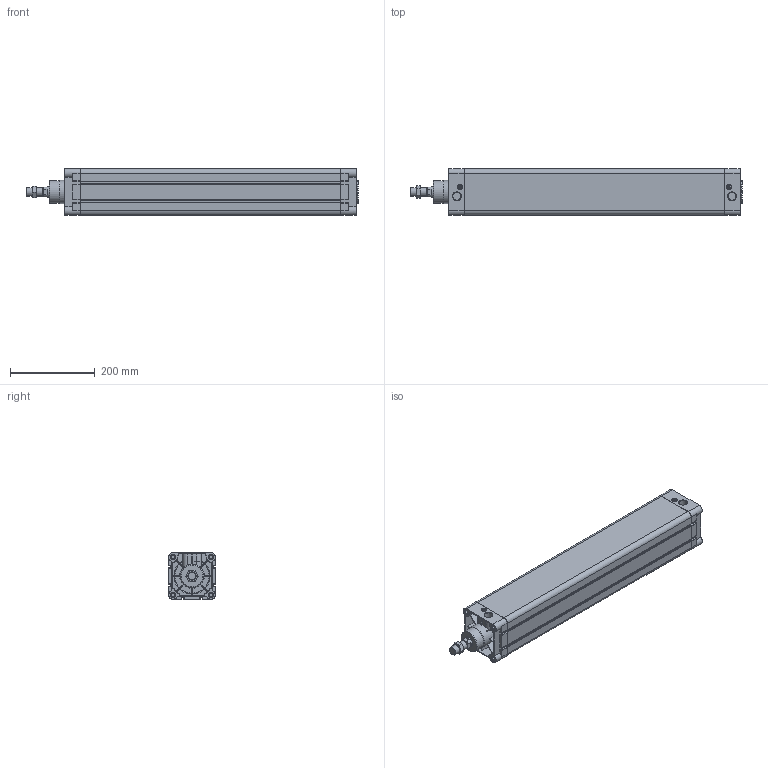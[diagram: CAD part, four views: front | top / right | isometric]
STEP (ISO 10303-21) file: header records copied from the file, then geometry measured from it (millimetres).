
FILE_DESCRIPTION(/* description */ ('STEP AP203'),/* implementation_level */ '2;1');
FILE_NAME(/* name */ 'FVBC100X550-0-S()(0)',/* time_stamp */ '2024-05-09T14:02:39+02:00',/* author */ ('License CC BY-ND 4.0'),/* organization */ ('CADENAS'),/* preprocessor_version */ 'ST-DEVELOPER v19.3',/* originating_system */ 'PARTsolutions',/* authorisation */ ' ');
FILE_SCHEMA (('CONFIG_CONTROL_DESIGN'));
Length unit declared in the file: millimetre
Products named in the file (3): FVBC100X550-0-S()(0); FVB100x550()_fvbc_body ; 100X550-0_rod
Assembly tree (2 placements, depth 2):
  FVBC100X550-0-S()(0)
    FVB100x550()_fvbc_body 
    100X550-0_rod
Bounding box: 783 x 110 x 110 mm (x, y, z)
Volume: 3629492.2 mm3; surface area: 716401.2 mm2
Topology: 2 solids, 8 shells, 698 faces, 1850 edges, 1203 vertices
Faces by surface type: plane 333, cylinder 236, torus 67, cone 62
Full cylindrical faces by diameter (mm): 4 x2, 6.4 x2, 8.376 x8, 8.4 x2, 10 x4, 10.8 x2, 12 x6, 13 x8, 18.631 x2, 20 x2, 25 x3, 36.667 x2, 53 x1, 55 x2, 100 x2
Entity records: 21543 total; most frequent: CARTESIAN_POINT 4419, DIRECTION 3574, ORIENTED_EDGE 3506, EDGE_CURVE 1753, AXIS2_PLACEMENT_3D 1352, VERTEX_POINT 1185, LINE 870, VECTOR 870
